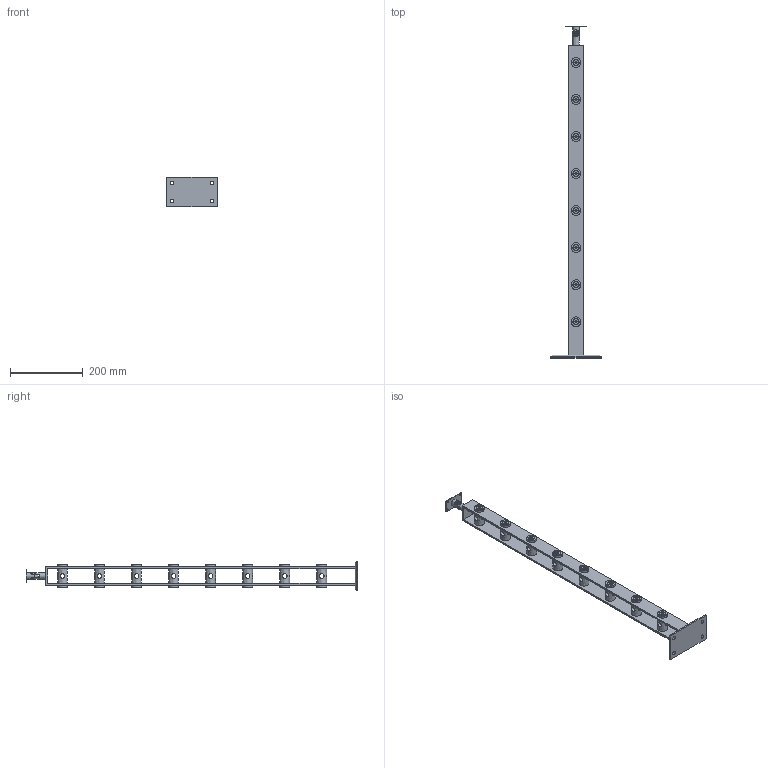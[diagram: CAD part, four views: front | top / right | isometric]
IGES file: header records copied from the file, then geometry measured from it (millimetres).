
Global section: file name: Imperial_Post; native system: Autodesk Inventor 2022; preprocessor: unknown; author: Eric Arnold; date: 20210928.120107; units: millimetre
Bounding box: 140 x 914.59 x 80 mm (x, y, z)
Volume: 206511.8 mm3; surface area: 282086.6 mm2
Topology: 27 solids, 27 shells, 774 faces, 6218 edges, 6016 vertices
Faces by surface type: bspline 486, revolution 288
